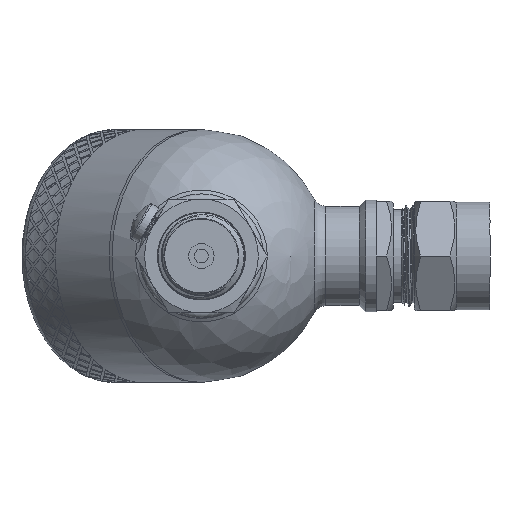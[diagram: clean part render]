
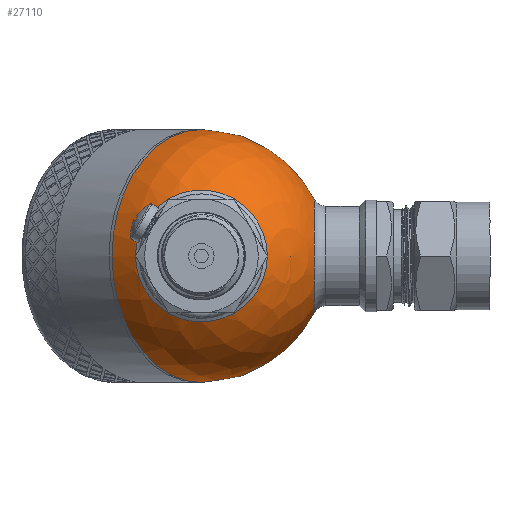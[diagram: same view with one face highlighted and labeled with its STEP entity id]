
A CAD part, left-side view. The second image highlights one B-rep face of the part: STEP entity #27110.
In plain terms, the highlighted spherical face has radius 30 mm.
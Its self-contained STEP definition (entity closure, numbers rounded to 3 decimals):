
#39=SPHERICAL_SURFACE('',#28268,30.);
#326=FACE_BOUND('',#4901,.T.);
#327=FACE_BOUND('',#4902,.T.);
#3095=FACE_OUTER_BOUND('',#4900,.T.);
#4900=EDGE_LOOP('',(#24638,#24639,#24640,#24641));
#4901=EDGE_LOOP('',(#24642));
#4902=EDGE_LOOP('',(#24643));
#5452=CIRCLE('',#28267,15.643);
#5453=CIRCLE('',#28269,30.);
#5454=CIRCLE('',#28270,30.);
#5455=CIRCLE('',#28271,30.);
#5456=CIRCLE('',#28272,13.5);
#12977=VERTEX_POINT('',#72498);
#12978=VERTEX_POINT('',#72502);
#12979=VERTEX_POINT('',#72503);
#12980=VERTEX_POINT('',#72506);
#12981=VERTEX_POINT('',#72508);
#16917=EDGE_CURVE('',#12977,#12977,#5452,.T.);
#16918=EDGE_CURVE('',#12978,#12979,#5453,.T.);
#16919=EDGE_CURVE('',#12979,#12978,#5454,.T.);
#16920=EDGE_CURVE('',#12979,#12980,#5455,.T.);
#16921=EDGE_CURVE('',#12981,#12981,#5456,.T.);
#24638=ORIENTED_EDGE('',*,*,#16918,.F.);
#24639=ORIENTED_EDGE('',*,*,#16919,.F.);
#24640=ORIENTED_EDGE('',*,*,#16920,.T.);
#24641=ORIENTED_EDGE('',*,*,#16920,.F.);
#24642=ORIENTED_EDGE('',*,*,#16917,.F.);
#24643=ORIENTED_EDGE('',*,*,#16921,.F.);
#27110=ADVANCED_FACE('',(#3095,#326,#327),#39,.T.);
#28267=AXIS2_PLACEMENT_3D('',#72500,#31821,#31822);
#28268=AXIS2_PLACEMENT_3D('',#72501,#31823,#31824);
#28269=AXIS2_PLACEMENT_3D('',#72504,#31825,#31826);
#28270=AXIS2_PLACEMENT_3D('',#72505,#31827,#31828);
#28271=AXIS2_PLACEMENT_3D('',#72507,#31829,#31830);
#28272=AXIS2_PLACEMENT_3D('',#72509,#31831,#31832);
#31821=DIRECTION('center_axis',(-0.707,0.,0.707));
#31822=DIRECTION('ref_axis',(0.707,0.,0.707));
#31823=DIRECTION('center_axis',(1.,0.,0.));
#31824=DIRECTION('ref_axis',(0.,-1.,0.));
#31825=DIRECTION('center_axis',(1.,0.,0.));
#31826=DIRECTION('ref_axis',(0.,1.,0.));
#31827=DIRECTION('center_axis',(1.,0.,0.));
#31828=DIRECTION('ref_axis',(0.,1.,0.));
#31829=DIRECTION('center_axis',(0.,0.,
1.));
#31830=DIRECTION('ref_axis',(0.,1.,0.));
#31831=DIRECTION('center_axis',(-0.707,0.,-0.707));
#31832=DIRECTION('ref_axis',(-0.707,0.,0.707));
#72498=CARTESIAN_POINT('',(-29.162,0.,7.04));
#72500=CARTESIAN_POINT('Origin',(-18.101,0.,18.101));
#72501=CARTESIAN_POINT('Origin',(0.,0.,0.));
#72502=CARTESIAN_POINT('',(0.,-30.,0.));
#72503=CARTESIAN_POINT('',(0.,30.,0.));
#72504=CARTESIAN_POINT('Origin',(0.,0.,0.));
#72505=CARTESIAN_POINT('Origin',(0.,0.,0.));
#72506=CARTESIAN_POINT('',(-30.,0.,0.));
#72507=CARTESIAN_POINT('Origin',(0.,0.,0.));
#72508=CARTESIAN_POINT('',(-9.398,0.,-28.49));
#72509=CARTESIAN_POINT('Origin',(-18.944,0.,-18.944));
